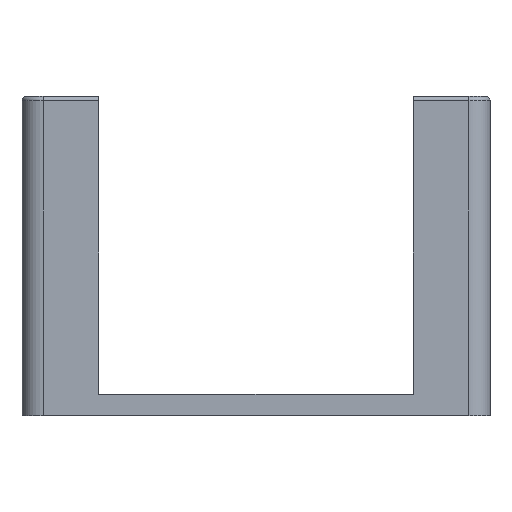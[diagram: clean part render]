
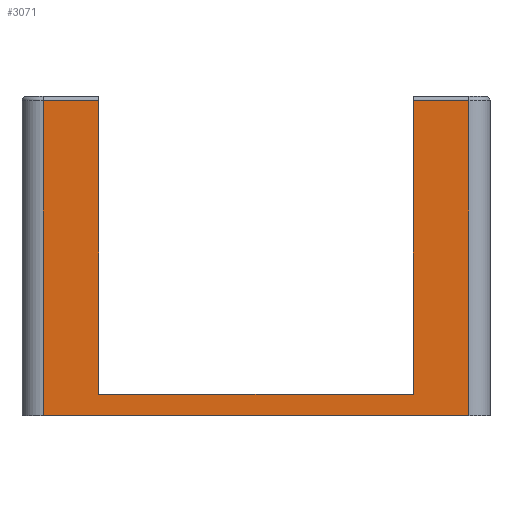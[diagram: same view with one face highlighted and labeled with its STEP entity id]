
A CAD part, front view. The second image highlights one B-rep face of the part: STEP entity #3071.
In plain terms, the highlighted free-form (B-spline) face has degree [1, 1] with [2, 2] control points.
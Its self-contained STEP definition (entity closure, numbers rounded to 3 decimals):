
#2847 = VERTEX_POINT('',#2848);
#2848 = CARTESIAN_POINT('',(-41.584,-84.291,
    5.619));
#2853 = EDGE_CURVE('',#2847,#2854,#2856,.T.);
#2854 = VERTEX_POINT('',#2855);
#2855 = CARTESIAN_POINT('',(41.584,-84.291,
    5.619));
#2856 = B_SPLINE_CURVE_WITH_KNOTS('',1,(#2857,#2858),.UNSPECIFIED.,.F.,
  .F.,(2,2),(-92.,-18.),.PIECEWISE_BEZIER_KNOTS.);
#2857 = CARTESIAN_POINT('',(-41.584,-84.291,
    5.619));
#2858 = CARTESIAN_POINT('',(41.584,-84.291,
    5.619));
#3071 = ADVANCED_FACE('',(#3072),#3122,.F.);
#3072 = FACE_BOUND('',#3073,.T.);
#3073 = EDGE_LOOP('',(#3074,#3083,#3090,#3095,#3096,#3103,#3110,#3117));
#3074 = ORIENTED_EDGE('',*,*,#3075,.T.);
#3075 = EDGE_CURVE('',#3076,#3078,#3080,.T.);
#3076 = VERTEX_POINT('',#3077);
#3077 = CARTESIAN_POINT('',(56.194,-84.291,0.));
#3078 = VERTEX_POINT('',#3079);
#3079 = CARTESIAN_POINT('',(56.194,-84.291,
    83.167));
#3080 = B_SPLINE_CURVE_WITH_KNOTS('',1,(#3081,#3082),.UNSPECIFIED.,.F.,
  .F.,(2,2),(-5.,69.),.PIECEWISE_BEZIER_KNOTS.);
#3081 = CARTESIAN_POINT('',(56.194,-84.291,0.));
#3082 = CARTESIAN_POINT('',(56.194,-84.291,
    83.167));
#3083 = ORIENTED_EDGE('',*,*,#3084,.T.);
#3084 = EDGE_CURVE('',#3078,#3085,#3087,.T.);
#3085 = VERTEX_POINT('',#3086);
#3086 = CARTESIAN_POINT('',(41.584,-84.291,
    83.167));
#3087 = B_SPLINE_CURVE_WITH_KNOTS('',1,(#3088,#3089),.UNSPECIFIED.,.F.,
  .F.,(2,2),(-13.,0.),.PIECEWISE_BEZIER_KNOTS.);
#3088 = CARTESIAN_POINT('',(56.194,-84.291,
    83.167));
#3089 = CARTESIAN_POINT('',(41.584,-84.291,
    83.167));
#3090 = ORIENTED_EDGE('',*,*,#3091,.T.);
#3091 = EDGE_CURVE('',#3085,#2854,#3092,.T.);
#3092 = B_SPLINE_CURVE_WITH_KNOTS('',1,(#3093,#3094),.UNSPECIFIED.,.F.,
  .F.,(2,2),(1.,70.),.PIECEWISE_BEZIER_KNOTS.);
#3093 = CARTESIAN_POINT('',(41.584,-84.291,
    83.167));
#3094 = CARTESIAN_POINT('',(41.584,-84.291,
    5.619));
#3095 = ORIENTED_EDGE('',*,*,#2853,.F.);
#3096 = ORIENTED_EDGE('',*,*,#3097,.F.);
#3097 = EDGE_CURVE('',#3098,#2847,#3100,.T.);
#3098 = VERTEX_POINT('',#3099);
#3099 = CARTESIAN_POINT('',(-41.584,-84.291,
    83.167));
#3100 = B_SPLINE_CURVE_WITH_KNOTS('',1,(#3101,#3102),.UNSPECIFIED.,.F.,
  .F.,(2,2),(1.,70.),.PIECEWISE_BEZIER_KNOTS.);
#3101 = CARTESIAN_POINT('',(-41.584,-84.291,
    83.167));
#3102 = CARTESIAN_POINT('',(-41.584,-84.291,
    5.619));
#3103 = ORIENTED_EDGE('',*,*,#3104,.T.);
#3104 = EDGE_CURVE('',#3098,#3105,#3107,.T.);
#3105 = VERTEX_POINT('',#3106);
#3106 = CARTESIAN_POINT('',(-56.194,-84.291,
    83.167));
#3107 = B_SPLINE_CURVE_WITH_KNOTS('',1,(#3108,#3109),.UNSPECIFIED.,.F.,
  .F.,(2,2),(-13.,0.),.PIECEWISE_BEZIER_KNOTS.);
#3108 = CARTESIAN_POINT('',(-41.584,-84.291,
    83.167));
#3109 = CARTESIAN_POINT('',(-56.194,-84.291,
    83.167));
#3110 = ORIENTED_EDGE('',*,*,#3111,.T.);
#3111 = EDGE_CURVE('',#3105,#3112,#3114,.T.);
#3112 = VERTEX_POINT('',#3113);
#3113 = CARTESIAN_POINT('',(-56.194,-84.291,0.));
#3114 = B_SPLINE_CURVE_WITH_KNOTS('',1,(#3115,#3116),.UNSPECIFIED.,.F.,
  .F.,(2,2),(-69.,5.),.PIECEWISE_BEZIER_KNOTS.);
#3115 = CARTESIAN_POINT('',(-56.194,-84.291,
    83.167));
#3116 = CARTESIAN_POINT('',(-56.194,-84.291,0.));
#3117 = ORIENTED_EDGE('',*,*,#3118,.T.);
#3118 = EDGE_CURVE('',#3112,#3076,#3119,.T.);
#3119 = B_SPLINE_CURVE_WITH_KNOTS('',1,(#3120,#3121),.UNSPECIFIED.,.F.,
  .F.,(2,2),(-105.,-5.),.PIECEWISE_BEZIER_KNOTS.);
#3120 = CARTESIAN_POINT('',(-56.194,-84.291,0.));
#3121 = CARTESIAN_POINT('',(56.194,-84.291,0.));
#3122 = B_SPLINE_SURFACE_WITH_KNOTS('',1,1,(
    (#3123,#3124)
    ,(#3125,#3126
    )),.UNSPECIFIED.,.F.,.F.,.F.,(2,2),(2,2),(-5.,69.),(-105.,-5.),
  .PIECEWISE_BEZIER_KNOTS.);
#3123 = CARTESIAN_POINT('',(-56.194,-84.291,0.));
#3124 = CARTESIAN_POINT('',(56.194,-84.291,0.));
#3125 = CARTESIAN_POINT('',(-56.194,-84.291,
    83.167));
#3126 = CARTESIAN_POINT('',(56.194,-84.291,
    83.167));
